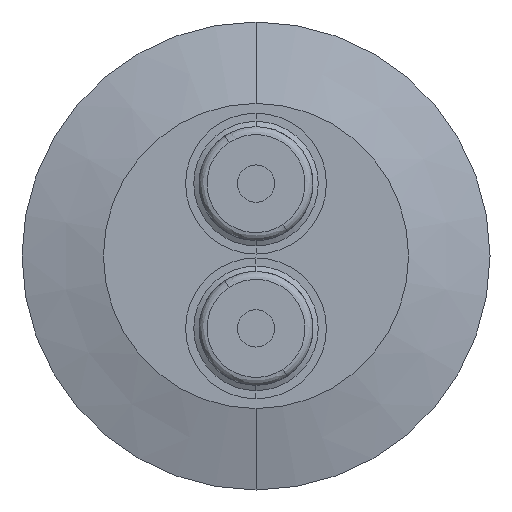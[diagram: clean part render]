
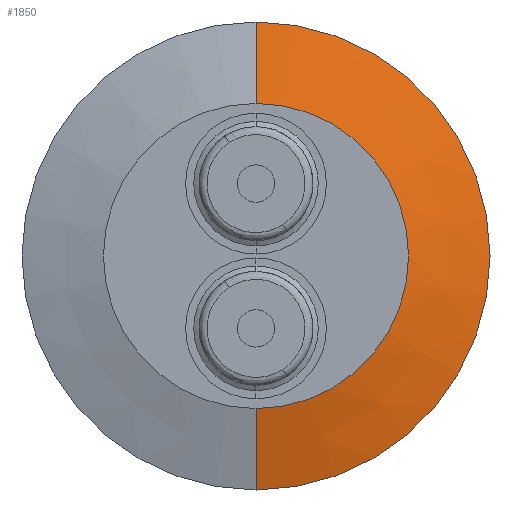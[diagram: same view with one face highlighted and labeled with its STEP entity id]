
A CAD part, front view. The second image highlights one B-rep face of the part: STEP entity #1850.
In plain terms, the highlighted conical face has half-angle 75 degrees and reference radius 14.986 mm.
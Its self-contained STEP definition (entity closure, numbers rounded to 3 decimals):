
#41 = DIRECTION ( 'NONE',  ( 0., 1., 0. ) ) ;
#69 = DIRECTION ( 'NONE',  ( 0., 1., 0. ) ) ;
#79 = EDGE_CURVE ( 'NONE', #1271, #2100, #1202, .T. ) ;
#89 = DIRECTION ( 'NONE',  ( 0., 0.259, -0.966 ) ) ;
#143 = EDGE_CURVE ( 'NONE', #2470, #1907, #521, .T. ) ;
#248 = DIRECTION ( 'NONE',  ( 0., 0., 1. ) ) ;
#261 = CARTESIAN_POINT ( 'NONE',  ( 0., -4.445, 0. ) ) ;
#272 = CARTESIAN_POINT ( 'NONE',  ( 0., -3.048, -14.986 ) ) ;
#342 = DIRECTION ( 'NONE',  ( 0., 0.259, 0.966 ) ) ;
#467 = CARTESIAN_POINT ( 'NONE',  ( 0., -3.048, -14.986 ) ) ;
#471 = DIRECTION ( 'NONE',  ( 0., 0., 1. ) ) ;
#521 = LINE ( 'NONE', #272, #1620 ) ;
#529 = AXIS2_PLACEMENT_3D ( 'NONE', #1260, #41, #1464 ) ;
#645 = VECTOR ( 'NONE', #342, 1000. ) ;
#785 = CARTESIAN_POINT ( 'NONE',  ( 0., -3.048, 14.986 ) ) ;
#793 = CIRCLE ( 'NONE', #529, 14.986 ) ;
#932 = CIRCLE ( 'NONE', #2501, 9.772 ) ;
#1156 = EDGE_CURVE ( 'NONE', #1271, #2470, #932, .T. ) ;
#1172 = ORIENTED_EDGE ( 'NONE', *, *, #143, .T. ) ;
#1202 = LINE ( 'NONE', #785, #645 ) ;
#1249 = EDGE_CURVE ( 'NONE', #2100, #1907, #793, .T. ) ;
#1260 = CARTESIAN_POINT ( 'NONE',  ( 0., -3.048, 0. ) ) ;
#1271 = VERTEX_POINT ( 'NONE', #2287 ) ;
#1464 = DIRECTION ( 'NONE',  ( 0., 0., -1. ) ) ;
#1482 = AXIS2_PLACEMENT_3D ( 'NONE', #2095, #69, #248 ) ;
#1620 = VECTOR ( 'NONE', #89, 1000. ) ;
#1706 = DIRECTION ( 'NONE',  ( 0., 1., 0. ) ) ;
#1839 = ORIENTED_EDGE ( 'NONE', *, *, #1156, .T. ) ;
#1850 = ADVANCED_FACE ( 'NONE', ( #2285 ), #2213, .T. ) ;
#1907 = VERTEX_POINT ( 'NONE', #467 ) ;
#1942 = EDGE_LOOP ( 'NONE', ( #1839, #1172, #2594, #2171 ) ) ;
#2001 = CARTESIAN_POINT ( 'NONE',  ( 0., -4.445, -9.772 ) ) ;
#2095 = CARTESIAN_POINT ( 'NONE',  ( 0., -3.048, 0. ) ) ;
#2100 = VERTEX_POINT ( 'NONE', #2187 ) ;
#2171 = ORIENTED_EDGE ( 'NONE', *, *, #79, .F. ) ;
#2187 = CARTESIAN_POINT ( 'NONE',  ( 0., -3.048, 14.986 ) ) ;
#2213 = CONICAL_SURFACE ( 'NONE', #1482, 14.986, 1.309 ) ;
#2285 = FACE_OUTER_BOUND ( 'NONE', #1942, .T. ) ;
#2287 = CARTESIAN_POINT ( 'NONE',  ( 0., -4.445, 9.772 ) ) ;
#2470 = VERTEX_POINT ( 'NONE', #2001 ) ;
#2501 = AXIS2_PLACEMENT_3D ( 'NONE', #261, #1706, #471 ) ;
#2594 = ORIENTED_EDGE ( 'NONE', *, *, #1249, .F. ) ;
